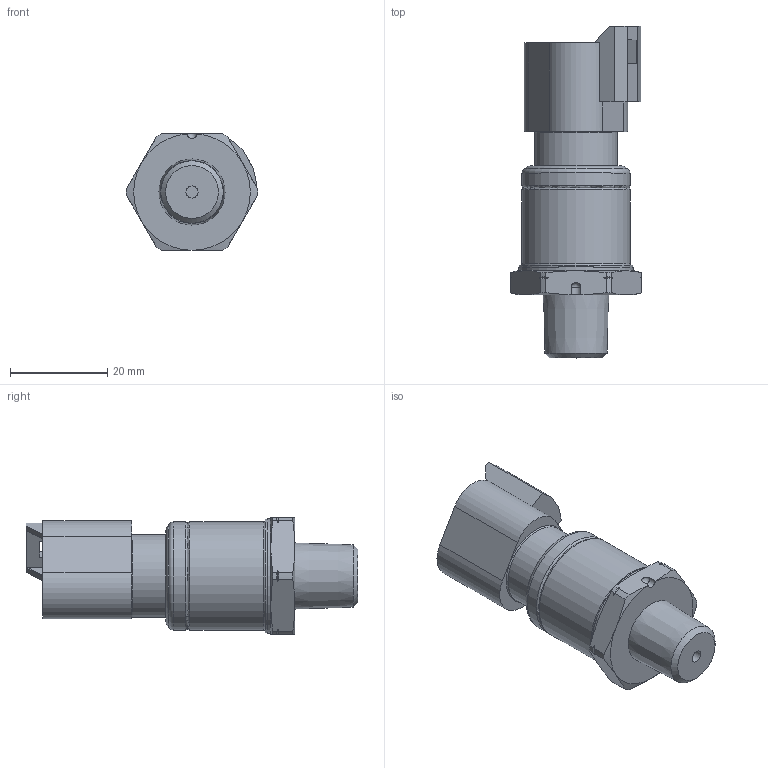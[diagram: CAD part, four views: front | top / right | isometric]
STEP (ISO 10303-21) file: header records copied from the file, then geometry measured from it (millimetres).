
FILE_DESCRIPTION(/* description */ ('Unknown'),/* implementation_level */ '2;1');
FILE_NAME(/* name */ 'PP20S-xxxxxxxx8821xxx3',/* time_stamp */ '2022-05-30T11:21:11+02:00',/* author */ ('Unknown'),/* organization */ ('Baumer'),/* preprocessor_version */ 'ST-DEVELOPER v16.7',/* originating_system */ 'Solid Edge',/* authorisation */ 'Unknown');
FILE_SCHEMA (('AUTOMOTIVE_DESIGN {1 0 10303 214 3 1 1}'));
Length unit declared in the file: millimetre
Products named in the file (1): PP20S-xxxxxxxx8821xxx3
Bounding box: 27 x 68.3 x 24 mm (x, y, z)
Surface area: 6608.8 mm2 (no closed solid volume)
Topology: 0 solids, 4 shells, 108 faces, 285 edges, 183 vertices
Faces by surface type: plane 38, cylinder 33, cone 21, torus 11, bspline 4, sphere 1
Full cylindrical faces by diameter (mm): 2.5 x1, 17 x1, 21 x1, 22.24 x2, 23.4 x1, 23.5 x1
Entity records: 3411 total; most frequent: CARTESIAN_POINT 768, DIRECTION 557, ORIENTED_EDGE 511, EDGE_CURVE 262, AXIS2_PLACEMENT_3D 228, VERTEX_POINT 178, EDGE_LOOP 137, FACE_BOUND 137
